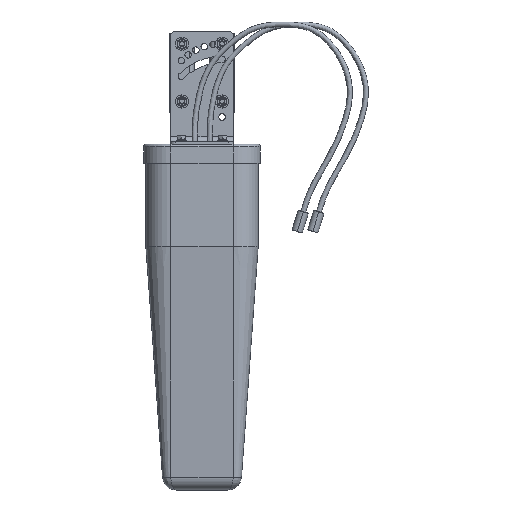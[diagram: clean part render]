
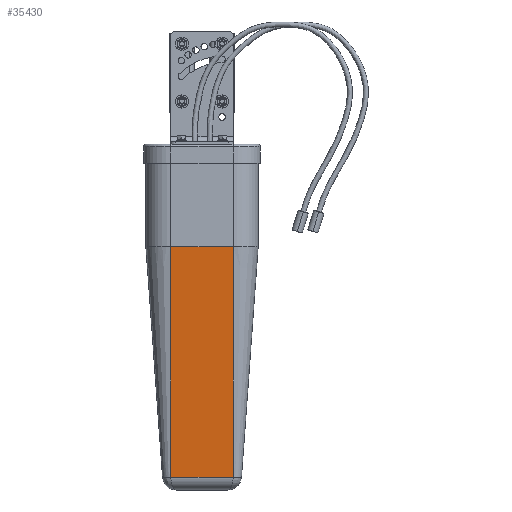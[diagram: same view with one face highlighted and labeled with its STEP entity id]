
A CAD part, top view. The second image highlights one B-rep face of the part: STEP entity #35430.
In plain terms, the highlighted planar face has unit normal (0, -0.072, 0.997).
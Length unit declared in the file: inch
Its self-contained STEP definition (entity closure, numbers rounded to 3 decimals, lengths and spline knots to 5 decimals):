
#396 = LINE ( 'NONE', #22483, #399 ) ;
#399 = VECTOR ( 'NONE', #22484, 39.37008 ) ;
#583 = FACE_OUTER_BOUND ( 'NONE', #13579, .T. ) ;
#3200 = VERTEX_POINT ( 'NONE', #9280 ) ;
#3209 = VERTEX_POINT ( 'NONE', #9289 ) ;
#3210 = VERTEX_POINT ( 'NONE', #9290 ) ;
#3215 = VERTEX_POINT ( 'NONE', #9295 ) ;
#3790 = PLANE ( 'NONE',  #27839 ) ;
#3799 = CARTESIAN_POINT ( 'NONE',  ( 1.22161, -4.0217, 1.19952 ) ) ;
#3800 = DIRECTION ( 'NONE',  ( 0., -0.072, 0.997 ) ) ;
#3801 = DIRECTION ( 'NONE',  ( 0., -0.997, -0.072 ) ) ;
#6416 = CARTESIAN_POINT ( 'NONE',  ( 1.22161, -4.0217, 1.19952 ) ) ;
#6418 = DIRECTION ( 'NONE',  ( -1., 0., 0. ) ) ;
#9280 = CARTESIAN_POINT ( 'NONE',  ( 1.22161, -13.06578, 0.5433 ) ) ;
#9289 = CARTESIAN_POINT ( 'NONE',  ( -1.22161, -4.0217, 1.19952 ) ) ;
#9290 = CARTESIAN_POINT ( 'NONE',  ( -1.22161, -13.06578, 0.5433 ) ) ;
#9295 = CARTESIAN_POINT ( 'NONE',  ( 1.22161, -4.0217, 1.19952 ) ) ;
#13579 = EDGE_LOOP ( 'NONE', ( #33266, #33268, #33270, #33272 ) ) ;
#14775 = EDGE_CURVE ( 'NONE', #3200, #3215, #24176, .T. ) ;
#14777 = EDGE_CURVE ( 'NONE', #3210, #3200, #24180, .T. ) ;
#14928 = EDGE_CURVE ( 'NONE', #3215, #3209, #40295, .T. ) ;
#22483 = CARTESIAN_POINT ( 'NONE',  ( -1.22161, -4.0217, 1.19953 ) ) ;
#22484 = DIRECTION ( 'NONE',  ( 0., 0.997, 0.072 ) ) ;
#24176 = LINE ( 'NONE', #29540, #24182 ) ;
#24180 = LINE ( 'NONE', #29543, #24189 ) ;
#24182 = VECTOR ( 'NONE', #29542, 39.37008 ) ;
#24189 = VECTOR ( 'NONE', #29541, 39.37008 ) ;
#27839 = AXIS2_PLACEMENT_3D ( 'NONE', #3799, #3800, #3801 ) ;
#29540 = CARTESIAN_POINT ( 'NONE',  ( 1.22161, -4.0217, 1.19952 ) ) ;
#29541 = DIRECTION ( 'NONE',  ( 1., 0., 0. ) ) ;
#29542 = DIRECTION ( 'NONE',  ( 0., 0.997, 0.072 ) ) ;
#29543 = CARTESIAN_POINT ( 'NONE',  ( 1.22161, -13.06578, 0.5433 ) ) ;
#31203 = EDGE_CURVE ( 'NONE', #3210, #3209, #396, .T. ) ;
#33266 = ORIENTED_EDGE ( 'NONE', *, *, #31203, .F. ) ;
#33268 = ORIENTED_EDGE ( 'NONE', *, *, #14777, .T. ) ;
#33270 = ORIENTED_EDGE ( 'NONE', *, *, #14775, .T. ) ;
#33272 = ORIENTED_EDGE ( 'NONE', *, *, #14928, .T. ) ;
#35430 = ADVANCED_FACE ( 'NONE', ( #583 ), #3790, .T. ) ;
#40295 = LINE ( 'NONE', #6416, #40299 ) ;
#40299 = VECTOR ( 'NONE', #6418, 39.37008 ) ;
